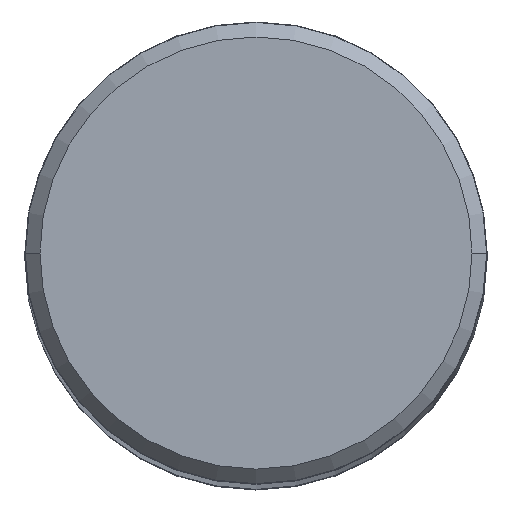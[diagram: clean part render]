
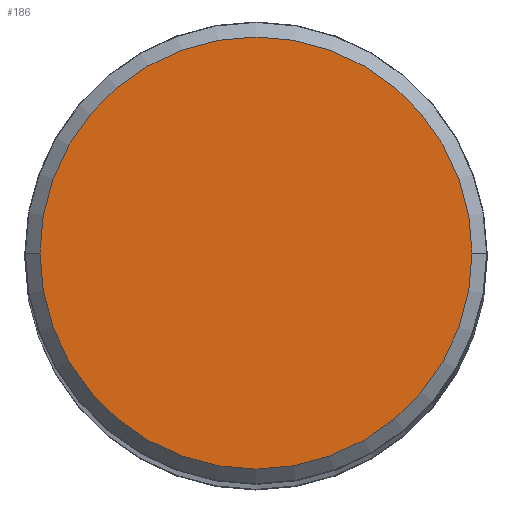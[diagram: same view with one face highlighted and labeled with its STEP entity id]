
A CAD part, top view. The second image highlights one B-rep face of the part: STEP entity #186.
In plain terms, the highlighted planar face has unit normal (0, 0, 1).
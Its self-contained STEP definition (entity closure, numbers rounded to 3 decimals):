
#127=FACE_OUTER_BOUND('',#255,.T.);
#186=ADVANCED_FACE('',(#127),#218,.F.);
#218=PLANE('',#1116);
#255=EDGE_LOOP('',(#407,#408));
#407=ORIENTED_EDGE('',*,*,#651,.T.);
#408=ORIENTED_EDGE('',*,*,#652,.T.);
#559=VERTEX_POINT('',#1818);
#560=VERTEX_POINT('',#1819);
#651=EDGE_CURVE('',#559,#560,#772,.T.);
#652=EDGE_CURVE('',#560,#559,#773,.T.);
#772=CIRCLE('',#1114,14.836);
#773=CIRCLE('',#1115,14.836);
#1114=AXIS2_PLACEMENT_3D('',#1817,#1392,#1393);
#1115=AXIS2_PLACEMENT_3D('',#1820,#1394,#1395);
#1116=AXIS2_PLACEMENT_3D('',#1821,#1396,#1397);
#1392=DIRECTION('',(0.,0.,1.));
#1393=DIRECTION('',(-1.,0.,0.));
#1394=DIRECTION('',(0.,0.,1.));
#1395=DIRECTION('',(1.,0.,0.));
#1396=DIRECTION('',(0.,0.,-1.));
#1397=DIRECTION('',(1.,0.,0.));
#1817=CARTESIAN_POINT('',(0.,0.,0.));
#1818=CARTESIAN_POINT('',(-14.836,0.,0.));
#1819=CARTESIAN_POINT('',(14.836,0.,0.));
#1820=CARTESIAN_POINT('',(0.,0.,0.));
#1821=CARTESIAN_POINT('',(0.,0.,0.));
